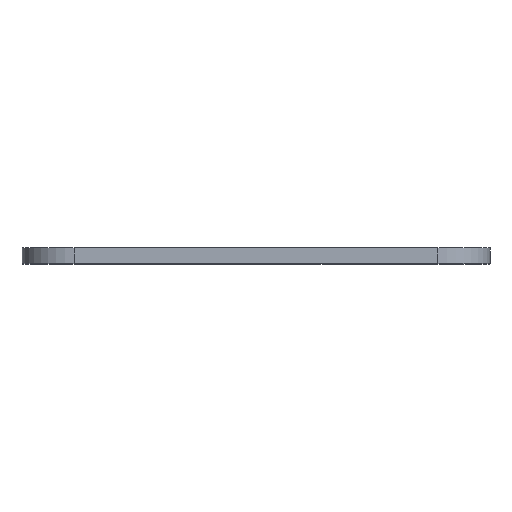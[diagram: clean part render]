
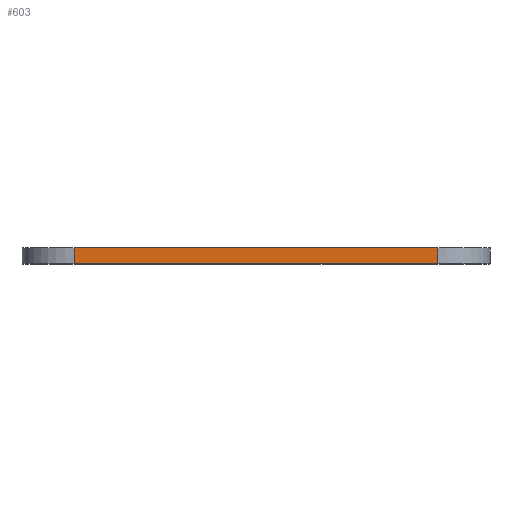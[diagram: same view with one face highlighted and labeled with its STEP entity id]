
A CAD part, top view. The second image highlights one B-rep face of the part: STEP entity #603.
In plain terms, the highlighted planar face has unit normal (0, 0, 1).
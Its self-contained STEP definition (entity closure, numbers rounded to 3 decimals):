
#4 = CARTESIAN_POINT ( 'NONE',  ( 35., 3., 45. ) ) ;
#19 = LINE ( 'NONE', #1026, #896 ) ;
#26 = CARTESIAN_POINT ( 'NONE',  ( 0., 0., 45. ) ) ;
#45 = DIRECTION ( 'NONE',  ( 0., -1., 0. ) ) ;
#57 = EDGE_LOOP ( 'NONE', ( #1190, #970, #651, #154 ) ) ;
#127 = VERTEX_POINT ( 'NONE', #4 ) ;
#147 = EDGE_CURVE ( 'NONE', #127, #1273, #19, .T. ) ;
#151 = LINE ( 'NONE', #914, #1249 ) ;
#154 = ORIENTED_EDGE ( 'NONE', *, *, #890, .T. ) ;
#165 = PLANE ( 'NONE',  #1133 ) ;
#208 = CARTESIAN_POINT ( 'NONE',  ( -35., 3., 45. ) ) ;
#217 = DIRECTION ( 'NONE',  ( 0., -1., 0. ) ) ;
#231 = VECTOR ( 'NONE', #234, 1000. ) ;
#234 = DIRECTION ( 'NONE',  ( -1., 0., 0. ) ) ;
#293 = FACE_OUTER_BOUND ( 'NONE', #57, .T. ) ;
#318 = VECTOR ( 'NONE', #217, 1000. ) ;
#333 = EDGE_CURVE ( 'NONE', #127, #845, #151, .T. ) ;
#458 = LINE ( 'NONE', #26, #231 ) ;
#561 = DIRECTION ( 'NONE',  ( 1., 0., 0. ) ) ;
#603 = ADVANCED_FACE ( 'NONE', ( #293 ), #165, .T. ) ;
#651 = ORIENTED_EDGE ( 'NONE', *, *, #333, .T. ) ;
#791 = DIRECTION ( 'NONE',  ( -1., 0., 0. ) ) ;
#801 = VERTEX_POINT ( 'NONE', #1082 ) ;
#845 = VERTEX_POINT ( 'NONE', #208 ) ;
#889 = CARTESIAN_POINT ( 'NONE',  ( -35., 3., 45. ) ) ;
#890 = EDGE_CURVE ( 'NONE', #845, #801, #1246, .T. ) ;
#896 = VECTOR ( 'NONE', #45, 1000. ) ;
#914 = CARTESIAN_POINT ( 'NONE',  ( 0., 3., 45. ) ) ;
#961 = EDGE_CURVE ( 'NONE', #1273, #801, #458, .T. ) ;
#970 = ORIENTED_EDGE ( 'NONE', *, *, #147, .F. ) ;
#1026 = CARTESIAN_POINT ( 'NONE',  ( 35., 3., 45. ) ) ;
#1053 = DIRECTION ( 'NONE',  ( 0., 0., 1. ) ) ;
#1075 = CARTESIAN_POINT ( 'NONE',  ( 35., 0., 45. ) ) ;
#1082 = CARTESIAN_POINT ( 'NONE',  ( -35., 0., 45. ) ) ;
#1133 = AXIS2_PLACEMENT_3D ( 'NONE', #1250, #1053, #561 ) ;
#1190 = ORIENTED_EDGE ( 'NONE', *, *, #961, .F. ) ;
#1246 = LINE ( 'NONE', #889, #318 ) ;
#1249 = VECTOR ( 'NONE', #791, 1000. ) ;
#1250 = CARTESIAN_POINT ( 'NONE',  ( 0., 3., 45. ) ) ;
#1273 = VERTEX_POINT ( 'NONE', #1075 ) ;
